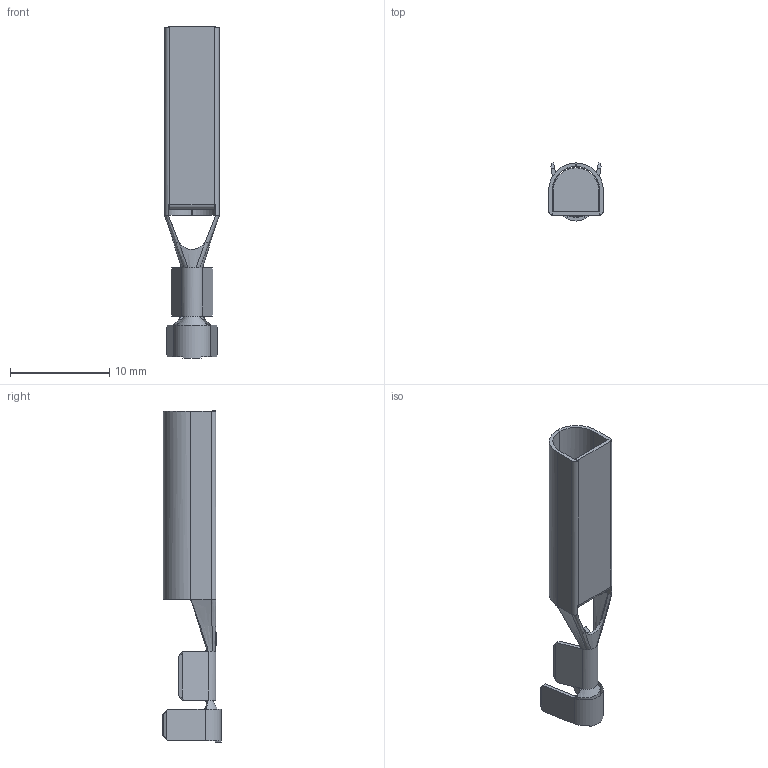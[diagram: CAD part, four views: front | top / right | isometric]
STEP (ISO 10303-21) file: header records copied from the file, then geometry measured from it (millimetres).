
FILE_DESCRIPTION (( 'STEP AP203' ), '1' );
FILE_NAME ('09277.STEP', '2015-02-05T14:46:36', ( '' ), ( '' ), 'SwSTEP 2.0', 'SolidWorks 2014', '' );
FILE_SCHEMA (( 'CONFIG_CONTROL_DESIGN' ));
Length unit declared in the file: inch
Products named in the file (1): 09277
Bounding box: 5.49 x 5.84 x 33.4 mm (x, y, z)
Volume: 160.8 mm3; surface area: 966.1 mm2
Topology: 1 solids, 1 shells, 178 faces, 462 edges, 284 vertices
Faces by surface type: plane 110, cylinder 28, bspline 24, cone 12, torus 4
Entity records: 6204 total; most frequent: CARTESIAN_POINT 1972, ORIENTED_EDGE 924, DIRECTION 778, EDGE_CURVE 462, LINE 316, VECTOR 316, VERTEX_POINT 284, AXIS2_PLACEMENT_3D 231
